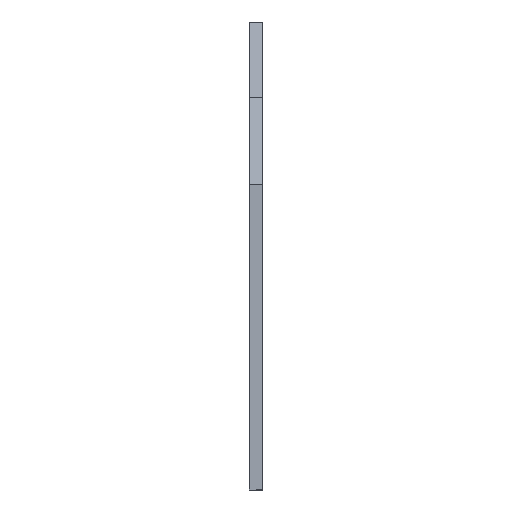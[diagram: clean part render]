
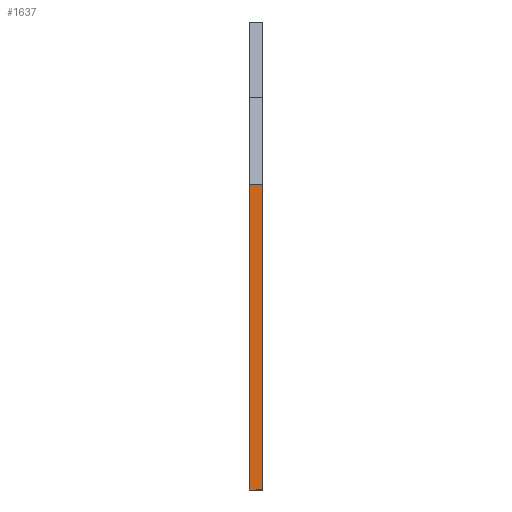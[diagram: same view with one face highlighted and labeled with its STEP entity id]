
A CAD part, left-side view. The second image highlights one B-rep face of the part: STEP entity #1637.
In plain terms, the highlighted planar face has unit normal (-1, 0, 0).
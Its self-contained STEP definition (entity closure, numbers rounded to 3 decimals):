
#217=FACE_OUTER_BOUND('',#309,.T.);
#309=EDGE_LOOP('',(#1425,#1426,#1427,#1428));
#348=LINE('',#2338,#514);
#485=LINE('',#2735,#651);
#486=LINE('',#2738,#652);
#487=LINE('',#2739,#653);
#514=VECTOR('',#1855,10.);
#651=VECTOR('',#2262,10.);
#652=VECTOR('',#2265,10.);
#653=VECTOR('',#2266,10.);
#684=VERTEX_POINT('',#2335);
#685=VERTEX_POINT('',#2337);
#810=VERTEX_POINT('',#2733);
#811=VERTEX_POINT('',#2737);
#842=EDGE_CURVE('',#684,#685,#348,.T.);
#1041=EDGE_CURVE('',#684,#810,#485,.T.);
#1042=EDGE_CURVE('',#811,#810,#486,.T.);
#1043=EDGE_CURVE('',#685,#811,#487,.T.);
#1425=ORIENTED_EDGE('',*,*,#842,.F.);
#1426=ORIENTED_EDGE('',*,*,#1041,.T.);
#1427=ORIENTED_EDGE('',*,*,#1042,.F.);
#1428=ORIENTED_EDGE('',*,*,#1043,.F.);
#1557=PLANE('',#1808);
#1637=ADVANCED_FACE('',(#217),#1557,.T.);
#1808=AXIS2_PLACEMENT_3D('',#2736,#2263,#2264);
#1855=DIRECTION('',(0.,0.,1.));
#2262=DIRECTION('',(0.,-1.,0.));
#2263=DIRECTION('center_axis',(-1.,0.,0.));
#2264=DIRECTION('ref_axis',(0.,0.,-1.));
#2265=DIRECTION('',(0.,0.,-1.));
#2266=DIRECTION('',(0.,-1.,0.));
#2335=CARTESIAN_POINT('',(-16.25,30.,-1.5));
#2337=CARTESIAN_POINT('',(-16.25,30.,64.5));
#2338=CARTESIAN_POINT('',(-16.25,30.,-1.5));
#2733=CARTESIAN_POINT('',(-16.25,27.,-1.5));
#2735=CARTESIAN_POINT('',(-16.25,30.,-1.5));
#2736=CARTESIAN_POINT('Origin',(-16.25,30.,64.5));
#2737=CARTESIAN_POINT('',(-16.25,27.,64.5));
#2738=CARTESIAN_POINT('',(-16.25,27.,-1.5));
#2739=CARTESIAN_POINT('',(-16.25,30.,64.5));
